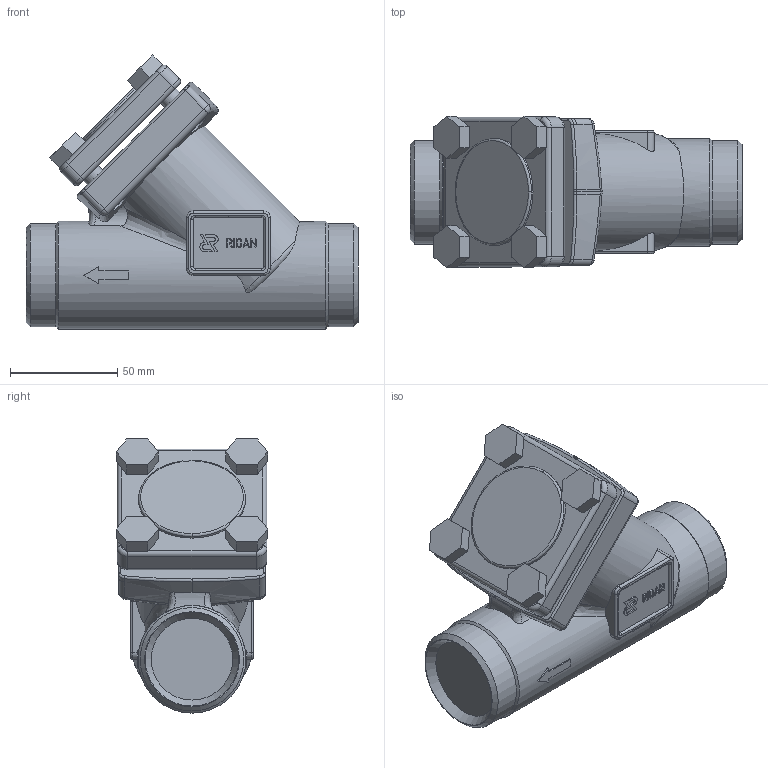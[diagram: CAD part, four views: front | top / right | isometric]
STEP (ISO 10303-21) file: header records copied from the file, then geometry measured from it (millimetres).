
FILE_DESCRIPTION(('TFLEX Exchange Step'),'2;1');
FILE_NAME('148B5040R.stp', '2024-04-25T13:56:59+03:00',('RUCO3378'),('Unknown organisation'),'TFLEX Exchange 2024.2','T-FLEX CAD','Unknown authorisation');
FILE_SCHEMA( ('AP203_CONFIGURATION_CONTROLLED_3D_DESIGN_OF_MECHANICAL_PARTS_AND_ASSEMBLIES_MIM_LF') );
Length unit declared in the file: millimetre
Products named in the file (1): Body_STR-40
Bounding box: 155 x 70.63 x 128.04 mm (x, y, z)
Volume: 297731.3 mm3; surface area: 92991.6 mm2
Topology: 15 solids, 18 shells, 651 faces, 1707 edges, 1116 vertices
Faces by surface type: plane 298, bspline 219, cylinder 86, torus 38, cone 6, sphere 4
Full cylindrical faces by diameter (mm): 10 x8, 38.1 x1, 42 x1, 48.3 x2, 50 x1, 50.3 x1
Entity records: 23935 total; most frequent: CARTESIAN_POINT 9169, ORIENTED_EDGE 3405, DIRECTION 2352, EDGE_CURVE 1704, VERTEX_POINT 1118, VECTOR 978, LINE 978, EDGE_LOOP 717
